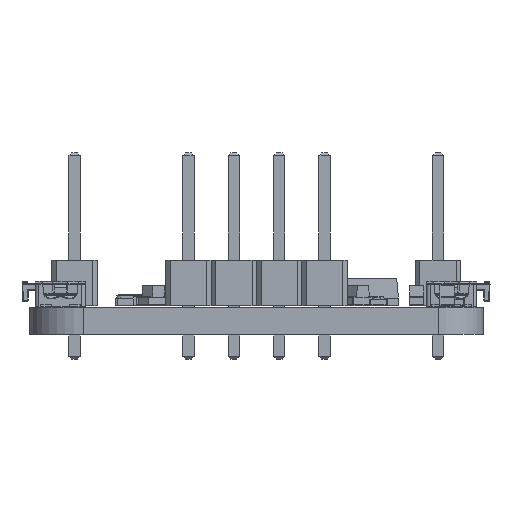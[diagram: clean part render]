
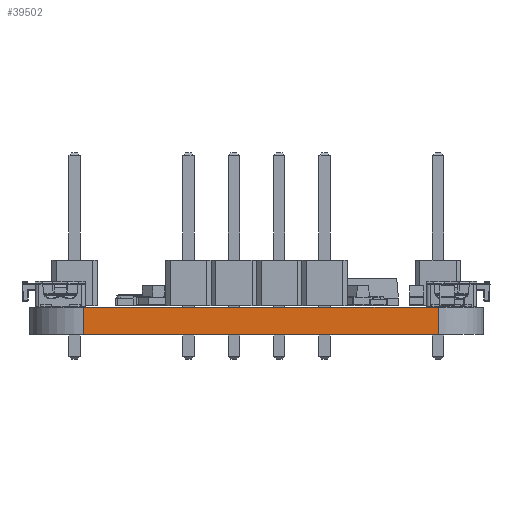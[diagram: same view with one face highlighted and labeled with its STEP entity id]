
A CAD part, front view. The second image highlights one B-rep face of the part: STEP entity #39502.
In plain terms, the highlighted planar face has unit normal (0, -1, 0).
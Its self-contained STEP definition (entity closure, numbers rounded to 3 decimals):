
#37850 = VERTEX_POINT('',#37851);
#37851 = CARTESIAN_POINT('',(95.015,-82.227,0.));
#37858 = EDGE_CURVE('',#37859,#37850,#37861,.T.);
#37859 = VERTEX_POINT('',#37860);
#37860 = CARTESIAN_POINT('',(114.827,-82.227,0.));
#37861 = LINE('',#37862,#37863);
#37862 = CARTESIAN_POINT('',(114.827,-82.227,0.));
#37863 = VECTOR('',#37864,1.);
#37864 = DIRECTION('',(-1.,0.,0.));
#38502 = VERTEX_POINT('',#38503);
#38503 = CARTESIAN_POINT('',(95.015,-82.227,1.51));
#38510 = EDGE_CURVE('',#38511,#38502,#38513,.T.);
#38511 = VERTEX_POINT('',#38512);
#38512 = CARTESIAN_POINT('',(114.827,-82.227,1.51));
#38513 = LINE('',#38514,#38515);
#38514 = CARTESIAN_POINT('',(114.827,-82.227,1.51));
#38515 = VECTOR('',#38516,1.);
#38516 = DIRECTION('',(-1.,0.,0.));
#39474 = EDGE_CURVE('',#37859,#38511,#39475,.T.);
#39475 = LINE('',#39476,#39477);
#39476 = CARTESIAN_POINT('',(114.827,-82.227,0.));
#39477 = VECTOR('',#39478,1.);
#39478 = DIRECTION('',(0.,0.,1.));
#39502 = ADVANCED_FACE('',(#39503),#39514,.T.);
#39503 = FACE_BOUND('',#39504,.T.);
#39504 = EDGE_LOOP('',(#39505,#39506,#39507,#39513));
#39505 = ORIENTED_EDGE('',*,*,#39474,.T.);
#39506 = ORIENTED_EDGE('',*,*,#38510,.T.);
#39507 = ORIENTED_EDGE('',*,*,#39508,.F.);
#39508 = EDGE_CURVE('',#37850,#38502,#39509,.T.);
#39509 = LINE('',#39510,#39511);
#39510 = CARTESIAN_POINT('',(95.015,-82.227,0.));
#39511 = VECTOR('',#39512,1.);
#39512 = DIRECTION('',(0.,0.,1.));
#39513 = ORIENTED_EDGE('',*,*,#37858,.F.);
#39514 = PLANE('',#39515);
#39515 = AXIS2_PLACEMENT_3D('',#39516,#39517,#39518);
#39516 = CARTESIAN_POINT('',(114.827,-82.227,0.));
#39517 = DIRECTION('',(0.,-1.,0.));
#39518 = DIRECTION('',(-1.,0.,0.));
